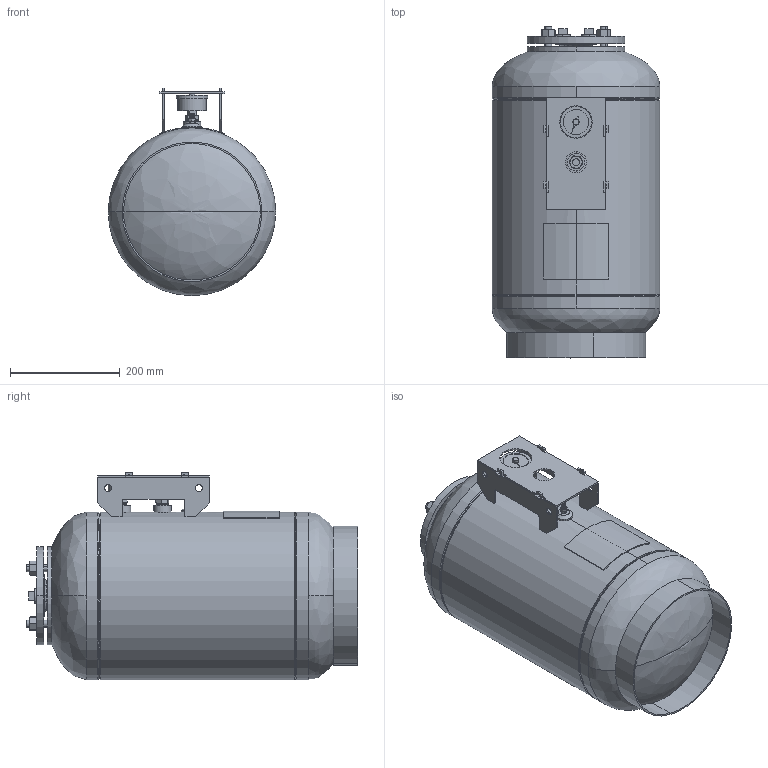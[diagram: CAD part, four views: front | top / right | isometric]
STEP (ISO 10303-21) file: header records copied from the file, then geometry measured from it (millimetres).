
FILE_DESCRIPTION (( 'STEP AP203' ), '1' );
FILE_NAME ('TXA-35.STEP', '2021-03-10T21:18:00', ( '' ), ( '' ), 'SwSTEP 2.0', 'SolidWorks 2021', '' );
FILE_SCHEMA (( 'CONFIG_CONTROL_DESIGN' ));
Length unit declared in the file: inch
Products named in the file (20): 07200310_5081T17; 9400015; 9011010_1.78125; TXA-35; 9800401_9800400; 9200040; 99C0356; 9500010; PLUGS_9500140; 9800477; 9500000; 99K0776; 9800610_HHNUT 0.5000-13-D-N; 9500030; 99P3179; 9800460_03-34; 9600830_12" VERT; 9800522; 99K0777
Assembly tree (27 placements, depth 2):
  TXA-35
    99P3179
    9200040
    9200040
    9500000
    9500010
    9500030
    9800460_03-34
    07200310_5081T17
    9800401_9800400
    PLUGS_9500140  x2
    9400015
    99C0356
    9800522  x4
    9800610_HHNUT 0.5000-13-D-N  x4
    9800477
    9011010_1.78125
    99K0776  x2
    99K0777
    9600830_12" VERT
Bounding box: 304.8 x 603.6 x 377.05 mm (x, y, z)
Volume: 2485031.6 mm3; surface area: 1521082.5 mm2
Topology: 30 solids, 30 shells, 860 faces, 2064 edges, 1255 vertices
Faces by surface type: cylinder 312, cone 274, plane 216, torus 42, bspline 12, sphere 4
Entity records: 34077 total; most frequent: CARTESIAN_POINT 15025, DIRECTION 3513, ORIENTED_EDGE 3444, EDGE_CURVE 1722, AXIS2_PLACEMENT_3D 1393, VERTEX_POINT 1053, EDGE_LOOP 839, VECTOR 727
